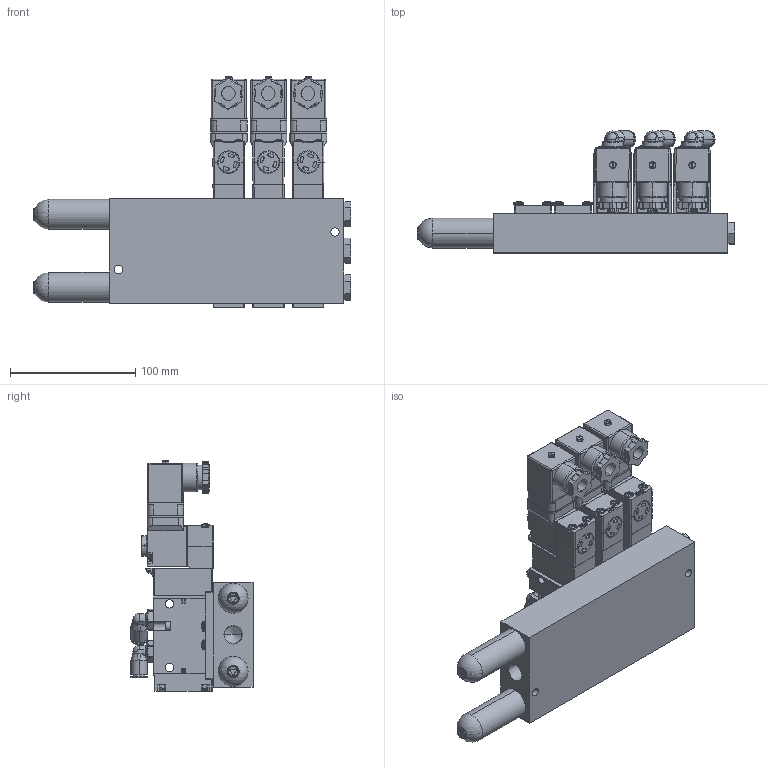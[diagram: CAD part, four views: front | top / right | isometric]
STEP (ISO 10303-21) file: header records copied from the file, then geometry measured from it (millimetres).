
FILE_DESCRIPTION((''),'2;1');
FILE_NAME('ILCP7101213','2024-02-21T07:52:55',('BCoats'),(''),'CREO PARAMETRIC BY PTC INC, 2021164','CREO PARAMETRIC BY PTC INC, 2021164','');
FILE_SCHEMA(('AUTOMOTIVE_DESIGN { 1 0 10303 214 1 1 1 1 }'));
Products named in the file (1): ILCP7101213
Bounding box: 253.94 x 97.46 x 184.1 mm (x, y, z)
Volume: 1233467.1 mm3; surface area: 186914 mm2
Topology: 4 solids, 4 shells, 4233 faces, 11320 edges, 7375 vertices
Faces by surface type: plane 2260, cylinder 1010, extrusion 426, cone 194, bspline 127, torus 100, sphere 68, revolution 48
Entity records: 198231 total; most frequent: CARTESIAN_POINT 65253, ORIENTED_EDGE 22548, DIRECTION 19716, EDGE_CURVE 11274, VERTEX_POINT 7371, VECTOR 7083, LINE 6657, AXIS2_PLACEMENT_3D 6291
